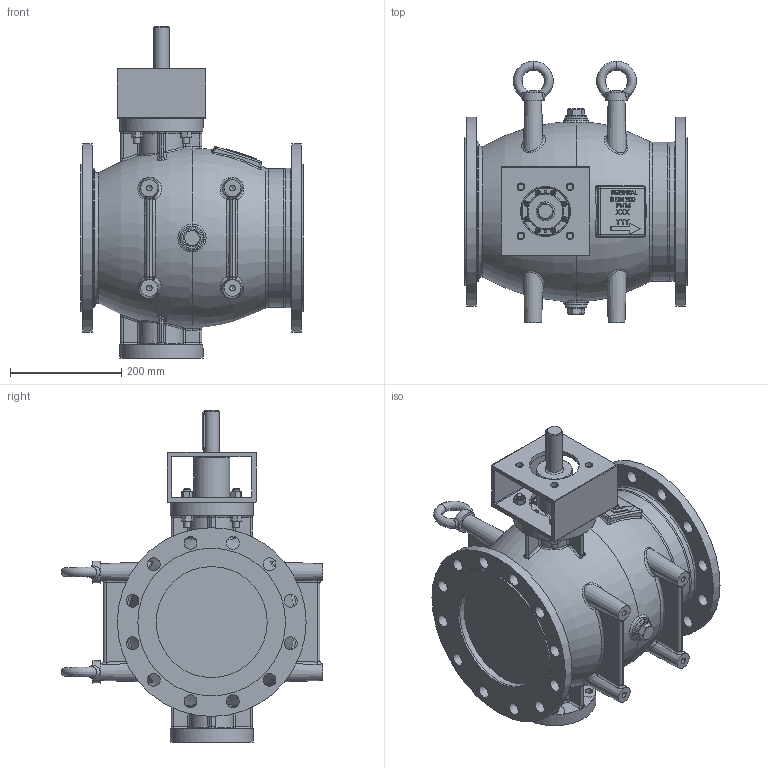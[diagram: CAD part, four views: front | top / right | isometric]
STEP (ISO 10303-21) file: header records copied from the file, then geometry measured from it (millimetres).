
FILE_DESCRIPTION (( 'STEP AP214' ), '1' );
FILE_NAME ('8 DN 200 PN16 PLUNGER Assy1.STEP', '2026-04-03T13:24:43', ( '' ), ( '' ), 'SwSTEP 2.0', 'SolidWorks 2025', '' );
FILE_SCHEMA (( 'AUTOMOTIVE_DESIGN' ));
Length unit declared in the file: millimetre
Products named in the file (18): AM -- M12 x 70  N_AM -- M12 x 70  N_2.STEP; 8 DN 200 PN16 Coupler_2.STEP; 8 DN 200 PN16 Gland_2.STEP; 8 DN 200 PN16 Seal Ring_2.STEP; B18.3.1M - 5 x 0.8 x 16 Hex SHCS -- 16NHX_B18.3.1M - 5 x 0.8 x 16 Hex SHCS -- 16NHX_3.STEP; KEY_2.STEP; B18.2.4.1M - Hex nut, Style 1,  M12 x 1.75 --D-N_B18.2.4.1M - Hex nut, Style 1,  M12 x 1.75 --D-N_3.STEP; B3.19.12.02_3.STEP; B18.2.4.1M - Hex nut, Style 1,  M20 x 2.5 --D-N_B18.2.4.1M - Hex nut, Style 1,  M20 x 2.5 --D-N_2.STEP; 8 DN 200 PN16 PLUNGER Assy.STEP; KEY for Coupler_3.STEP; 8 DN 200 PN16 Body Mach_2.STEP; 8 DN 200 PN16 Stem Mach_2.STEP; 8 DN 200 PN16 Bottom Cap_2.STEP; 8 DN 200 PN16 PLUNGER Assy1; 8 DN 200 Drin Plug_2.STEP; Eyebolt DIN 358-M20-N_Eyebolt DIN 358-M20-N_2.STEP; 8 DN 200 Backup Ring_2.STEP
Assembly tree (47 placements, depth 3):
  8 DN 200 PN16 PLUNGER Assy1
    8 DN 200 PN16 PLUNGER Assy.STEP
      8 DN 200 PN16 Body Mach_2.STEP
      B18.2.4.1M - Hex nut, Style 1,  M12 x 1.75 --D-N_B18.2.4.1M - Hex nut, Style 1,  M12 x 1.75 --D-N_3.STEP  x8
      B18.2.4.1M - Hex nut, Style 1,  M20 x 2.5 --D-N_B18.2.4.1M - Hex nut, Style 1,  M20 x 2.5 --D-N_2.STEP
      8 DN 200 PN16 Stem Mach_2.STEP
      8 DN 200 PN16 Seal Ring_2.STEP
      8 DN 200 PN16 Bottom Cap_2.STEP
      B18.3.1M - 5 x 0.8 x 16 Hex SHCS -- 16NHX_B18.3.1M - 5 x 0.8 x 16 Hex SHCS -- 16NHX_3.STEP  x16
      8 DN 200 PN16 Gland_2.STEP
      KEY_2.STEP
      8 DN 200 Backup Ring_2.STEP  x2
      B3.19.12.02_3.STEP
      KEY for Coupler_3.STEP
      8 DN 200 PN16 Coupler_2.STEP
      AM -- M12 x 70  N_AM -- M12 x 70  N_2.STEP  x4
      Eyebolt DIN 358-M20-N_Eyebolt DIN 358-M20-N_2.STEP  x4
      8 DN 200 Drin Plug_2.STEP  x2
Bounding box: 400 x 471 x 598 mm (x, y, z)
Volume: 29962014.7 mm3; surface area: 1425909.6 mm2
Topology: 47 solids, 47 shells, 1729 faces, 4034 edges, 2454 vertices
Faces by surface type: plane 737, cylinder 321, bspline 276, cone 270, torus 121, sphere 4
Full cylindrical faces by diameter (mm): 4.2 x20, 5 x16, 5.5 x16, 8.5 x16, 10 x16, 10.2 x17, 12 x12, 14 x16, 16.4 x4, 17.5 x1, 18.974 x2, 20 x5, 23 x24, 27.9 x1, 30 x2, 32 x2, 33 x2, 39 x2, 40 x4, 45 x1, 50 x1, 50.1 x3, 55 x1, 55.6 x2, 57 x2, 57.4 x2, 62.9 x4, 63 x2, 65 x1, 85 x2
Entity records: 61985 total; most frequent: CARTESIAN_POINT 37999, ORIENTED_EDGE 4680, DIRECTION 4334, EDGE_CURVE 2340, AXIS2_PLACEMENT_3D 1708, EDGE_LOOP 1643, VERTEX_POINT 1591, FACE_OUTER_BOUND 1341
